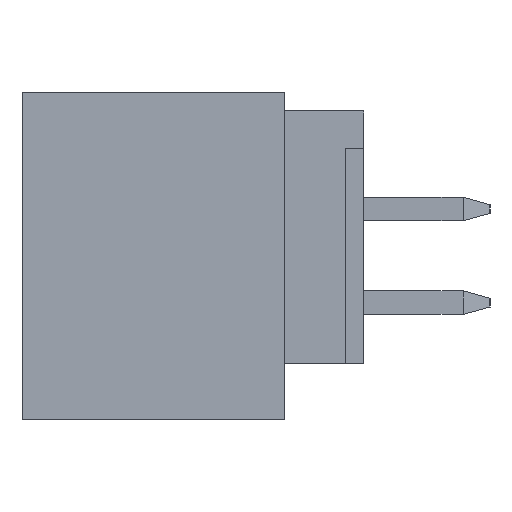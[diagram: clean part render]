
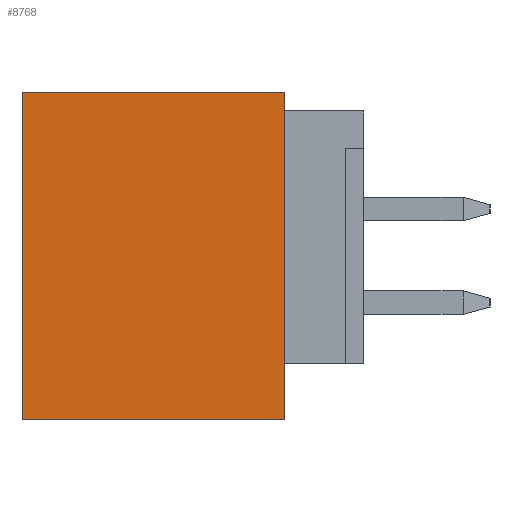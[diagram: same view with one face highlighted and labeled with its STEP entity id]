
A CAD part, left-side view. The second image highlights one B-rep face of the part: STEP entity #8768.
In plain terms, the highlighted planar face has unit normal (-1, 0, 0).
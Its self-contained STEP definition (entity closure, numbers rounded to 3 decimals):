
#1=DIRECTION('',(0.,-1.,0.));
#2=VECTOR('',#1,7.11);
#3=CARTESIAN_POINT('',(-22.86,3.555,-4.445));
#4=LINE('',#3,#2);
#17=DIRECTION('',(0.,0.,1.));
#18=VECTOR('',#17,8.89);
#19=CARTESIAN_POINT('',(-22.86,3.555,-4.445));
#20=LINE('',#19,#18);
#5605=DIRECTION('',(0.,0.,1.));
#5606=VECTOR('',#5605,8.89);
#5607=CARTESIAN_POINT('',(-22.86,-3.555,-4.445));
#5608=LINE('',#5607,#5606);
#6542=DIRECTION('',(0.,-1.,0.));
#6543=VECTOR('',#6542,7.11);
#6544=CARTESIAN_POINT('',(-22.86,3.555,4.445));
#6545=LINE('',#6544,#6543);
#6726=CARTESIAN_POINT('',(-22.86,3.555,-4.445));
#6727=CARTESIAN_POINT('',(-22.86,-3.555,-4.445));
#6728=VERTEX_POINT('',#6726);
#6729=VERTEX_POINT('',#6727);
#6734=CARTESIAN_POINT('',(-22.86,3.555,4.445));
#6735=CARTESIAN_POINT('',(-22.86,-3.555,4.445));
#6736=VERTEX_POINT('',#6734);
#6737=VERTEX_POINT('',#6735);
#8754=CARTESIAN_POINT('',(-22.86,3.555,-4.445));
#8755=DIRECTION('',(-1.,0.,0.));
#8756=DIRECTION('',(0.,-1.,0.));
#8757=AXIS2_PLACEMENT_3D('',#8754,#8755,#8756);
#8758=PLANE('',#8757);
#8759=ORIENTED_EDGE('',*,*,#8743,.F.);
#8761=ORIENTED_EDGE('',*,*,#8760,.T.);
#8763=ORIENTED_EDGE('',*,*,#8762,.T.);
#8765=ORIENTED_EDGE('',*,*,#8764,.F.);
#8766=EDGE_LOOP('',(#8759,#8761,#8763,#8765));
#8767=FACE_OUTER_BOUND('',#8766,.F.);
#8768=ADVANCED_FACE('',(#8767),#8758,.T.);
#8743=EDGE_CURVE('',#6728,#6729,#4,.T.);
#8760=EDGE_CURVE('',#6728,#6736,#20,.T.);
#8762=EDGE_CURVE('',#6736,#6737,#6545,.T.);
#8764=EDGE_CURVE('',#6729,#6737,#5608,.T.);
